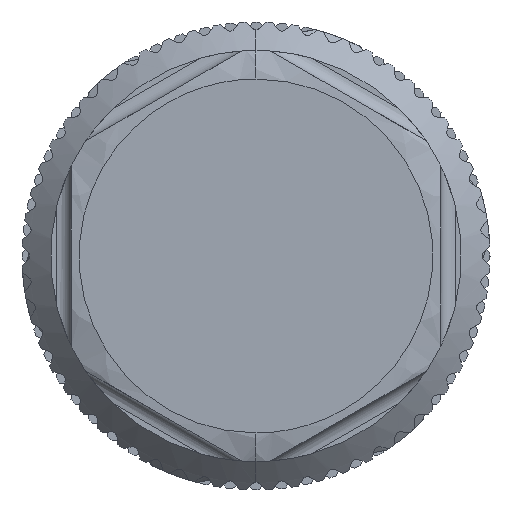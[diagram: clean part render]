
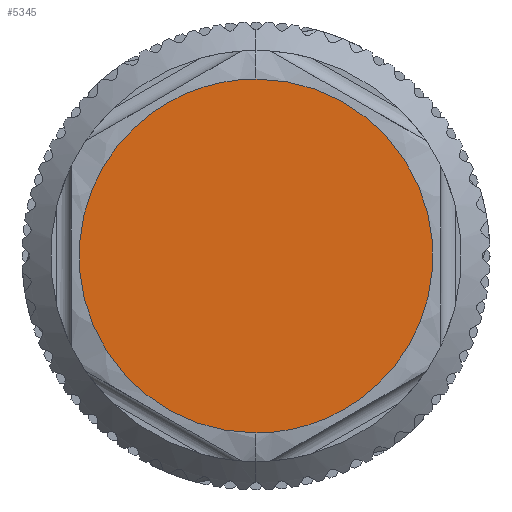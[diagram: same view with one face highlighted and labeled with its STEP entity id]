
A CAD part, left-side view. The second image highlights one B-rep face of the part: STEP entity #5345.
In plain terms, the highlighted planar face has unit normal (-1, 0, 0).
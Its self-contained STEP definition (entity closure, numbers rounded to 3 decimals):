
#2080 = CARTESIAN_POINT ( 'NONE',  ( -32.092, 0., 6.2 ) ) ;
#5345 = ADVANCED_FACE ( 'NONE', ( #33046 ), #7340, .F. ) ;
#6148 = VERTEX_POINT ( 'NONE', #34520 ) ;
#6833 =( BOUNDED_CURVE ( )  B_SPLINE_CURVE ( 3, ( #30797, #21576, #27944, #22308 ),
 .UNSPECIFIED., .F., .F. ) 
 B_SPLINE_CURVE_WITH_KNOTS ( ( 4, 4 ),
 ( 0., 1. ),
 .UNSPECIFIED. ) 
 CURVE ( )  GEOMETRIC_REPRESENTATION_ITEM ( )  RATIONAL_B_SPLINE_CURVE ( ( 0.984, 0.328, 0.328, 0.984 ) ) 
 REPRESENTATION_ITEM ( '' )  );
#7340 = PLANE ( 'NONE',  #22083 ) ;
#7862 = CARTESIAN_POINT ( 'NONE',  ( -32.092, 0., -6.2 ) ) ;
#8821 = ORIENTED_EDGE ( 'NONE', *, *, #14460, .F. ) ;
#8915 = VERTEX_POINT ( 'NONE', #10395 ) ;
#9800 =( BOUNDED_CURVE ( )  B_SPLINE_CURVE ( 3, ( #7862, #36456, #10690, #2080 ),
 .UNSPECIFIED., .F., .T. ) 
 B_SPLINE_CURVE_WITH_KNOTS ( ( 4, 4 ),
 ( 0., 1. ),
 .UNSPECIFIED. ) 
 CURVE ( )  GEOMETRIC_REPRESENTATION_ITEM ( )  RATIONAL_B_SPLINE_CURVE ( ( 0.984, 0.328, 0.328, 0.984 ) ) 
 REPRESENTATION_ITEM ( '' )  );
#10395 = CARTESIAN_POINT ( 'NONE',  ( -32.092, 0., 6.2 ) ) ;
#10690 = CARTESIAN_POINT ( 'NONE',  ( -32.092, 12.4, 6.2 ) ) ;
#13405 = EDGE_LOOP ( 'NONE', ( #8821, #26224 ) ) ;
#14460 = EDGE_CURVE ( 'NONE', #8915, #6148, #6833, .T. ) ;
#18870 = DIRECTION ( 'NONE',  ( 1., 0., 0. ) ) ;
#21576 = CARTESIAN_POINT ( 'NONE',  ( -32.092, -12.4, 6.2 ) ) ;
#22083 = AXIS2_PLACEMENT_3D ( 'NONE', #26268, #18870, #36104 ) ;
#22308 = CARTESIAN_POINT ( 'NONE',  ( -32.092, 0., -6.2 ) ) ;
#26224 = ORIENTED_EDGE ( 'NONE', *, *, #36964, .F. ) ;
#26268 = CARTESIAN_POINT ( 'NONE',  ( -32.092, 6.274, -6.274 ) ) ;
#27944 = CARTESIAN_POINT ( 'NONE',  ( -32.092, -12.4, -6.2 ) ) ;
#30797 = CARTESIAN_POINT ( 'NONE',  ( -32.092, 0., 6.2 ) ) ;
#33046 = FACE_OUTER_BOUND ( 'NONE', #13405, .T. ) ;
#34520 = CARTESIAN_POINT ( 'NONE',  ( -32.092, 0., -6.2 ) ) ;
#36104 = DIRECTION ( 'NONE',  ( 0., 1., 0. ) ) ;
#36456 = CARTESIAN_POINT ( 'NONE',  ( -32.092, 12.4, -6.2 ) ) ;
#36964 = EDGE_CURVE ( 'NONE', #6148, #8915, #9800, .T. ) ;
